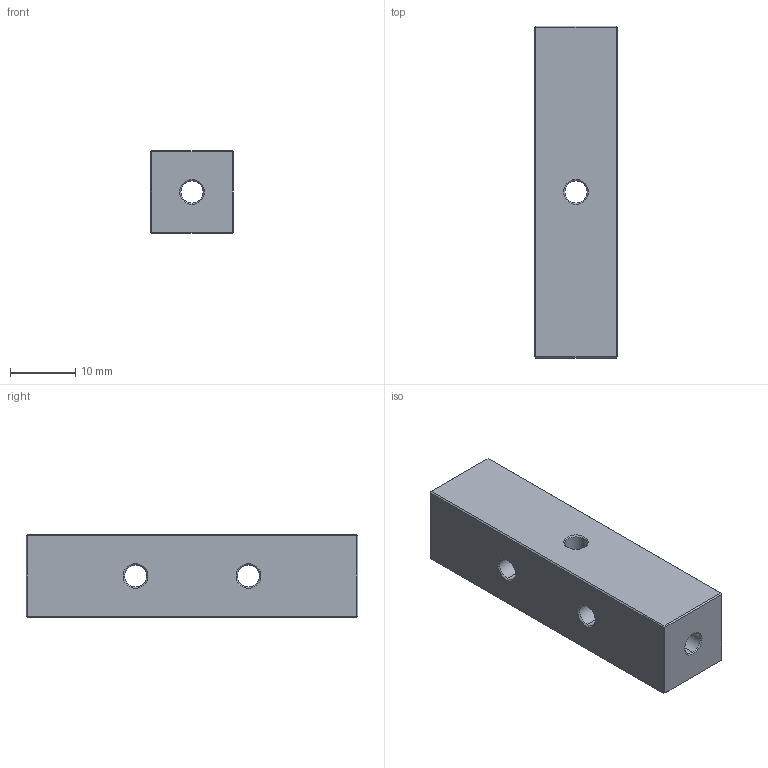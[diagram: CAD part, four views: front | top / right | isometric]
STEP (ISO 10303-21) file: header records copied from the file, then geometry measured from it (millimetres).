
FILE_DESCRIPTION (( 'Support posts for modular arcade controller.' ), '1' );
FILE_NAME ('Support.STEP', '2023-08-13T00:45:01', 'Adam Chen', '', '', '', '',);
FILE_SCHEMA (( 'CONFIG_CONTROL_DESIGN' ));
Length unit declared in the file: millimetre
Products named in the file (1): Supports v1
Bounding box: 12.7 x 50.8 x 12.7 mm (x, y, z)
Volume: 7455.9 mm3; surface area: 3594.7 mm2
Topology: 1 solids, 1 shells, 74 faces, 168 edges, 66 vertices
Faces by surface type: plane 26, cylinder 20, cone 16, bspline 12
Entity records: 5557 total; most frequent: CARTESIAN_POINT 4069, ORIENTED_EDGE 288, DIRECTION 274, EDGE_CURVE 144, AXIS2_PLACEMENT_3D 95, VECTOR 84, LINE 84, EDGE_LOOP 82
